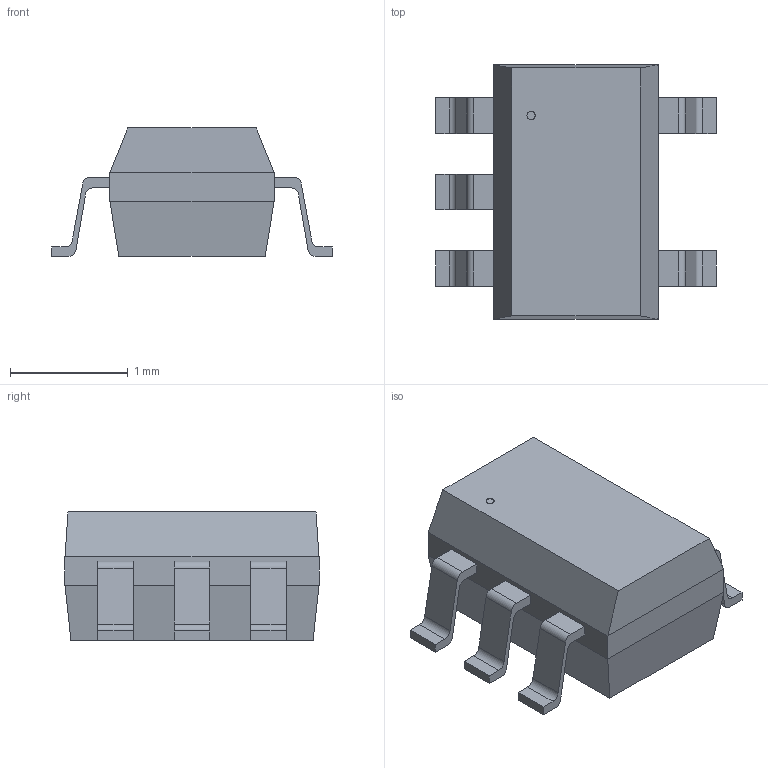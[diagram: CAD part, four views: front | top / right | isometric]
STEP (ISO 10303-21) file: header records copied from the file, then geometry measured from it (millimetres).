
FILE_DESCRIPTION(('STEP AP214'),'1');
FILE_NAME('DCK5-L','2018-03-27T23:03:13',(''),(''),'','','');
FILE_SCHEMA(('AUTOMOTIVE_DESIGN'));
Length unit declared in the file: millimetre
Products named in the file (1): product
Bounding box: 2.39 x 2.16 x 1.09 mm (x, y, z)
Volume: 0.1 mm3; surface area: 16.3 mm2
Topology: 6 solids, 20 shells, 87 faces, 239 edges, 178 vertices
Faces by surface type: plane 66, cylinder 21
Full cylindrical faces by diameter (mm): 0.07 x1
Entity records: 2932 total; most frequent: CARTESIAN_POINT 510, DIRECTION 468, ORIENTED_EDGE 420, EDGE_CURVE 238, VERTEX_POINT 234, LINE 196, VECTOR 196, AXIS2_PLACEMENT_3D 136
